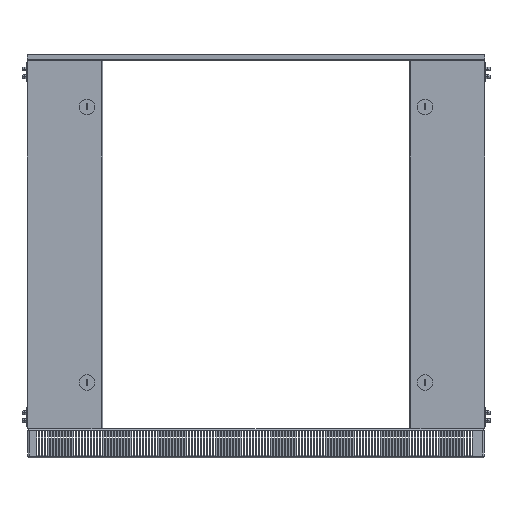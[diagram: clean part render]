
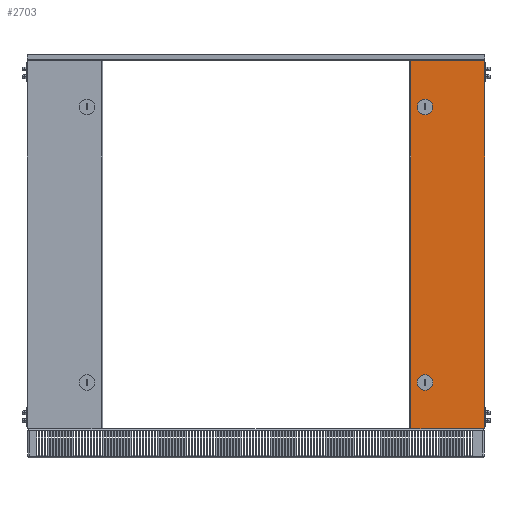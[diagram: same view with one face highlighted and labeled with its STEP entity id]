
A CAD part, top view. The second image highlights one B-rep face of the part: STEP entity #2703.
In plain terms, the highlighted planar face has unit normal (0, 0, 1).
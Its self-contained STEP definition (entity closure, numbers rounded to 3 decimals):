
#2703=ADVANCED_FACE('',(#5702,#5703,#5704),#5705,.T.);
#5702=FACE_BOUND('',#9502,.T.);
#5703=FACE_BOUND('',#9503,.T.);
#5704=FACE_OUTER_BOUND('',#9504,.T.);
#5705=PLANE('',#9505);
#9502=EDGE_LOOP('',(#15583,#15584,#15585,#15586,#15587,#15588,#15589,#15590));
#9503=EDGE_LOOP('',(#15591,#15592,#15593,#15594,#15595,#15596,#15597,#15598));
#9504=EDGE_LOOP('',(#15599,#15600,#15601,#15602));
#9505=AXIS2_PLACEMENT_3D('',#15603,#15604,#15605);
#15583=ORIENTED_EDGE('',*,*,#23592,.T.);
#15584=ORIENTED_EDGE('',*,*,#23620,.T.);
#15585=ORIENTED_EDGE('',*,*,#23616,.T.);
#15586=ORIENTED_EDGE('',*,*,#23612,.T.);
#15587=ORIENTED_EDGE('',*,*,#23608,.T.);
#15588=ORIENTED_EDGE('',*,*,#23604,.T.);
#15589=ORIENTED_EDGE('',*,*,#23600,.T.);
#15590=ORIENTED_EDGE('',*,*,#23596,.T.);
#15591=ORIENTED_EDGE('',*,*,#23625,.T.);
#15592=ORIENTED_EDGE('',*,*,#23653,.T.);
#15593=ORIENTED_EDGE('',*,*,#23649,.T.);
#15594=ORIENTED_EDGE('',*,*,#23645,.T.);
#15595=ORIENTED_EDGE('',*,*,#23641,.T.);
#15596=ORIENTED_EDGE('',*,*,#23637,.T.);
#15597=ORIENTED_EDGE('',*,*,#23633,.T.);
#15598=ORIENTED_EDGE('',*,*,#23629,.T.);
#15599=ORIENTED_EDGE('',*,*,#23707,.T.);
#15600=ORIENTED_EDGE('',*,*,#23681,.F.);
#15601=ORIENTED_EDGE('',*,*,#23708,.T.);
#15602=ORIENTED_EDGE('',*,*,#23704,.T.);
#15603=CARTESIAN_POINT('',(697.0,47.5,48.0));
#15604=DIRECTION('',(0.0,0.0,1.0));
#15605=DIRECTION('',(1.0,0.0,0.0));
#23592=EDGE_CURVE('',#28307,#28305,#28308,.T.);
#23596=EDGE_CURVE('',#28313,#28307,#28314,.T.);
#23600=EDGE_CURVE('',#28319,#28313,#28320,.T.);
#23604=EDGE_CURVE('',#28325,#28319,#28326,.T.);
#23608=EDGE_CURVE('',#28331,#28325,#28332,.T.);
#23612=EDGE_CURVE('',#28337,#28331,#28338,.T.);
#23616=EDGE_CURVE('',#28343,#28337,#28344,.T.);
#23620=EDGE_CURVE('',#28305,#28343,#28348,.T.);
#23625=EDGE_CURVE('',#28356,#28354,#28357,.T.);
#23629=EDGE_CURVE('',#28362,#28356,#28363,.T.);
#23633=EDGE_CURVE('',#28368,#28362,#28369,.T.);
#23637=EDGE_CURVE('',#28374,#28368,#28375,.T.);
#23641=EDGE_CURVE('',#28380,#28374,#28381,.T.);
#23645=EDGE_CURVE('',#28386,#28380,#28387,.T.);
#23649=EDGE_CURVE('',#28392,#28386,#28393,.T.);
#23653=EDGE_CURVE('',#28354,#28392,#28397,.T.);
#23681=EDGE_CURVE('',#28427,#28422,#28429,.T.);
#23704=EDGE_CURVE('',#28463,#28461,#28464,.T.);
#23707=EDGE_CURVE('',#28461,#28422,#28467,.T.);
#23708=EDGE_CURVE('',#28427,#28463,#28468,.T.);
#28305=VERTEX_POINT('',#34832);
#28307=VERTEX_POINT('',#34835);
#28308=LINE('',#34836,#34837);
#28313=VERTEX_POINT('',#34844);
#28314=LINE('',#34845,#34846);
#28319=VERTEX_POINT('',#34852);
#28320=CIRCLE('',#34853,12.75);
#28325=VERTEX_POINT('',#34860);
#28326=LINE('',#34861,#34862);
#28331=VERTEX_POINT('',#34869);
#28332=LINE('',#34870,#34871);
#28337=VERTEX_POINT('',#34878);
#28338=LINE('',#34879,#34880);
#28343=VERTEX_POINT('',#34886);
#28344=CIRCLE('',#34887,12.75);
#28348=LINE('',#34893,#34894);
#28354=VERTEX_POINT('',#34901);
#28356=VERTEX_POINT('',#34904);
#28357=LINE('',#34905,#34906);
#28362=VERTEX_POINT('',#34913);
#28363=LINE('',#34914,#34915);
#28368=VERTEX_POINT('',#34921);
#28369=CIRCLE('',#34922,12.75);
#28374=VERTEX_POINT('',#34929);
#28375=LINE('',#34930,#34931);
#28380=VERTEX_POINT('',#34938);
#28381=LINE('',#34939,#34940);
#28386=VERTEX_POINT('',#34947);
#28387=LINE('',#34948,#34949);
#28392=VERTEX_POINT('',#34955);
#28393=CIRCLE('',#34956,12.75);
#28397=LINE('',#34962,#34963);
#28422=VERTEX_POINT('',#34988);
#28427=VERTEX_POINT('',#34994);
#28429=LINE('',#34996,#34997);
#28461=VERTEX_POINT('',#35042);
#28463=VERTEX_POINT('',#35045);
#28464=LINE('',#35046,#35047);
#28467=LINE('',#35051,#35052);
#28468=LINE('',#35053,#35054);
#34832=CARTESIAN_POINT('',(671.478,573.25,48.0));
#34835=CARTESIAN_POINT('',(671.478,574.75,48.0));
#34836=CARTESIAN_POINT('',(671.478,310.75,48.0));
#34837=VECTOR('',#42742,1.0);
#34844=CARTESIAN_POINT('',(672.228,574.75,48.0));
#34845=CARTESIAN_POINT('',(684.426,574.75,48.0));
#34846=VECTOR('',#42745,1.0);
#34852=CARTESIAN_POINT('',(646.772,574.75,48.0));
#34853=AXIS2_PLACEMENT_3D('',#42750,#42751,#42752);
#34860=CARTESIAN_POINT('',(647.522,574.75,48.0));
#34861=CARTESIAN_POINT('',(672.074,574.75,48.0));
#34862=VECTOR('',#42755,1.0);
#34869=CARTESIAN_POINT('',(647.522,573.25,48.0));
#34870=CARTESIAN_POINT('',(647.522,310.75,48.0));
#34871=VECTOR('',#42758,1.0);
#34878=CARTESIAN_POINT('',(646.772,573.25,48.0));
#34879=CARTESIAN_POINT('',(672.074,573.25,48.0));
#34880=VECTOR('',#42761,1.0);
#34886=CARTESIAN_POINT('',(672.228,573.25,48.0));
#34887=AXIS2_PLACEMENT_3D('',#42766,#42767,#42768);
#34893=CARTESIAN_POINT('',(684.426,573.25,48.0));
#34894=VECTOR('',#42771,1.0);
#34901=CARTESIAN_POINT('',(671.478,122.25,48.0));
#34904=CARTESIAN_POINT('',(671.478,123.75,48.0));
#34905=CARTESIAN_POINT('',(671.478,85.25,48.0));
#34906=VECTOR('',#42774,1.0);
#34913=CARTESIAN_POINT('',(672.228,123.75,48.0));
#34914=CARTESIAN_POINT('',(684.426,123.75,48.0));
#34915=VECTOR('',#42777,1.0);
#34921=CARTESIAN_POINT('',(646.772,123.75,48.0));
#34922=AXIS2_PLACEMENT_3D('',#42782,#42783,#42784);
#34929=CARTESIAN_POINT('',(647.522,123.75,48.0));
#34930=CARTESIAN_POINT('',(672.074,123.75,48.0));
#34931=VECTOR('',#42787,1.0);
#34938=CARTESIAN_POINT('',(647.522,122.25,48.0));
#34939=CARTESIAN_POINT('',(647.522,85.25,48.0));
#34940=VECTOR('',#42790,1.0);
#34947=CARTESIAN_POINT('',(646.772,122.25,48.0));
#34948=CARTESIAN_POINT('',(672.074,122.25,48.0));
#34949=VECTOR('',#42793,1.0);
#34955=CARTESIAN_POINT('',(672.228,122.25,48.0));
#34956=AXIS2_PLACEMENT_3D('',#42798,#42799,#42800);
#34962=CARTESIAN_POINT('',(684.426,122.25,48.0));
#34963=VECTOR('',#42803,1.0);
#34988=CARTESIAN_POINT('',(636.5,649.5,48.0));
#34994=CARTESIAN_POINT('',(636.5,47.5,48.0));
#34996=CARTESIAN_POINT('',(636.5,47.5,48.0));
#34997=VECTOR('',#42847,1.0);
#35042=CARTESIAN_POINT('',(757.5,649.5,48.0));
#35045=CARTESIAN_POINT('',(757.5,47.5,48.0));
#35046=CARTESIAN_POINT('',(757.5,47.5,48.0));
#35047=VECTOR('',#42868,1.0);
#35051=CARTESIAN_POINT('',(636.5,649.5,48.0));
#35052=VECTOR('',#42870,1.0);
#35053=CARTESIAN_POINT('',(636.5,47.5,48.0));
#35054=VECTOR('',#42871,1.0);
#42742=DIRECTION('',(0.0,-1.0,0.0));
#42745=DIRECTION('',(-1.0,0.0,0.0));
#42750=CARTESIAN_POINT('',(659.5,574.,48.0));
#42751=DIRECTION('',(-0.0,0.0,-1.0));
#42752=DIRECTION('',(-0.998,0.059,0.0));
#42755=DIRECTION('',(-1.0,0.0,0.0));
#42758=DIRECTION('',(0.0,1.0,-0.0));
#42761=DIRECTION('',(1.0,0.0,0.0));
#42766=CARTESIAN_POINT('',(659.5,574.,48.0));
#42767=DIRECTION('',(0.0,-0.0,-1.0));
#42768=DIRECTION('',(0.998,-0.059,0.0));
#42771=DIRECTION('',(1.0,0.0,0.0));
#42774=DIRECTION('',(0.0,-1.0,0.0));
#42777=DIRECTION('',(-1.0,0.0,0.0));
#42782=CARTESIAN_POINT('',(659.5,123.,48.0));
#42783=DIRECTION('',(-0.0,0.0,-1.0));
#42784=DIRECTION('',(-0.998,0.059,0.0));
#42787=DIRECTION('',(-1.0,0.0,0.0));
#42790=DIRECTION('',(0.0,1.0,-0.0));
#42793=DIRECTION('',(1.0,0.0,0.0));
#42798=CARTESIAN_POINT('',(659.5,123.,48.0));
#42799=DIRECTION('',(0.0,-0.0,-1.0));
#42800=DIRECTION('',(0.998,-0.059,0.0));
#42803=DIRECTION('',(1.0,0.0,0.0));
#42847=DIRECTION('',(0.0,1.0,0.0));
#42868=DIRECTION('',(0.0,1.0,0.0));
#42870=DIRECTION('',(-1.0,-0.0,0.0));
#42871=DIRECTION('',(1.0,0.0,0.0));
